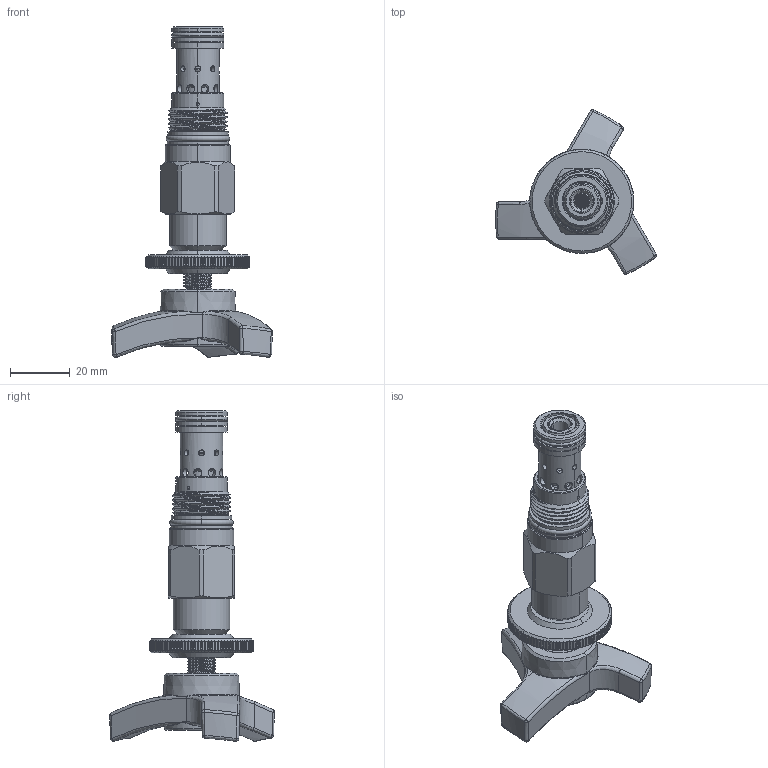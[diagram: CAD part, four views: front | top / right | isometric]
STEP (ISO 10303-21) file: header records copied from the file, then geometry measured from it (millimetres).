
FILE_DESCRIPTION (( 'STEP AP203' ), '1' );
FILE_NAME ('RC10A2G-T.STEP', '2020-03-24T03:01:04', ( '' ), ( '' ), 'SwSTEP 2.0', 'SolidWorks 2018', '' );
FILE_SCHEMA (( 'CONFIG_CONTROL_DESIGN' ));
Products named in the file (1): RC10A2G-T
Bounding box: 54.02 x 55.33 x 111.08 mm (x, y, z)
Volume: 41711.6 mm3; surface area: 22642 mm2
Topology: 14 solids, 14 shells, 1579 faces, 4319 edges, 2741 vertices
Faces by surface type: cylinder 774, plane 382, bspline 158, cone 152, torus 63, sphere 50
Entity records: 141907 total; most frequent: CARTESIAN_POINT 104842, ORIENTED_EDGE 8588, DIRECTION 6299, EDGE_CURVE 4294, VERTEX_POINT 2735, AXIS2_PLACEMENT_3D 2444, EDGE_LOOP 2037, B_SPLINE_CURVE_WITH_KNOTS 1663
